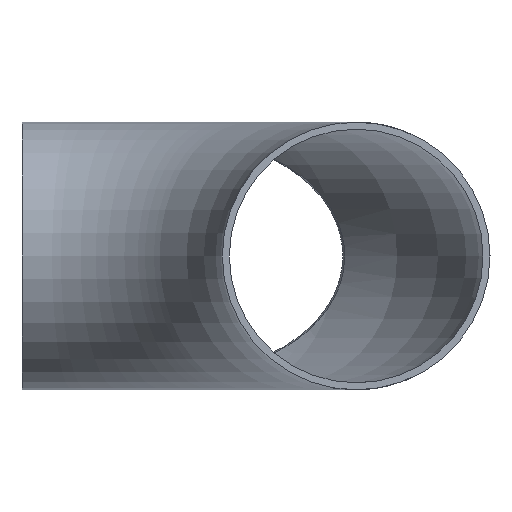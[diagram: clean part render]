
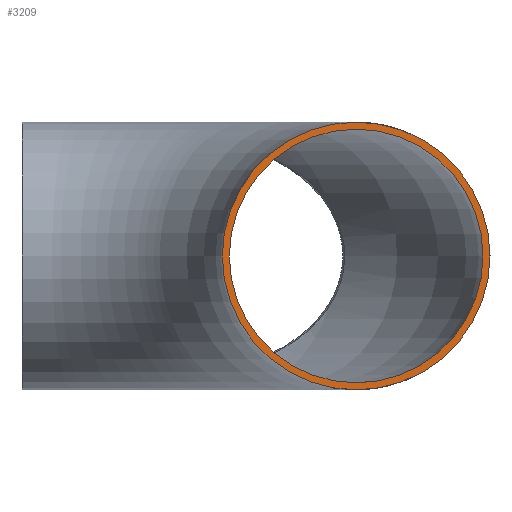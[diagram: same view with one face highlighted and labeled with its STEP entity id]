
A CAD part, left-side view. The second image highlights one B-rep face of the part: STEP entity #3209.
In plain terms, the highlighted planar face has unit normal (-1, 0, 0).
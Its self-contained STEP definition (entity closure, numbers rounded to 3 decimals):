
#348 = AXIS2_PLACEMENT_3D ( 'NONE', #889, #5225, #7421 ) ;
#889 = CARTESIAN_POINT ( 'NONE',  ( -95., -95., 0. ) ) ;
#1253 = CARTESIAN_POINT ( 'NONE',  ( -95., 0., 44.024 ) ) ;
#1452 = ORIENTED_EDGE ( 'NONE', *, *, #7963, .F. ) ;
#2286 = CARTESIAN_POINT ( 'NONE',  ( -95., -133.05, 0. ) ) ;
#2310 = FACE_OUTER_BOUND ( 'NONE', #6152, .T. ) ;
#2643 = DIRECTION ( 'NONE',  ( -1., 0., 0. ) ) ;
#3070 = VERTEX_POINT ( 'NONE', #9006 ) ;
#3209 = ADVANCED_FACE ( 'NONE', ( #8876, #2310 ), #8645, .T. ) ;
#4184 = AXIS2_PLACEMENT_3D ( 'NONE', #1253, #2643, #7160 ) ;
#4192 = CARTESIAN_POINT ( 'NONE',  ( -95., -95., 0. ) ) ;
#4450 = CIRCLE ( 'NONE', #5445, 38.05 ) ;
#5057 = DIRECTION ( 'NONE',  ( -1., 0., 0. ) ) ;
#5098 = VERTEX_POINT ( 'NONE', #2286 ) ;
#5225 = DIRECTION ( 'NONE',  ( -1., 0., 0. ) ) ;
#5445 = AXIS2_PLACEMENT_3D ( 'NONE', #4192, #5057, #5736 ) ;
#5736 = DIRECTION ( 'NONE',  ( 0., -1., 0. ) ) ;
#6152 = EDGE_LOOP ( 'NONE', ( #6827 ) ) ;
#6827 = ORIENTED_EDGE ( 'NONE', *, *, #9389, .T. ) ;
#6878 = EDGE_LOOP ( 'NONE', ( #1452 ) ) ;
#7160 = DIRECTION ( 'NONE',  ( 0., -1., 0. ) ) ;
#7421 = DIRECTION ( 'NONE',  ( 0., -1., 0. ) ) ;
#7596 = CIRCLE ( 'NONE', #348, 36.05 ) ;
#7963 = EDGE_CURVE ( 'NONE', #3070, #3070, #7596, .T. ) ;
#8645 = PLANE ( 'NONE',  #4184 ) ;
#8876 = FACE_BOUND ( 'NONE', #6878, .T. ) ;
#9006 = CARTESIAN_POINT ( 'NONE',  ( -95., -131.05, 0. ) ) ;
#9389 = EDGE_CURVE ( 'NONE', #5098, #5098, #4450, .T. ) ;
